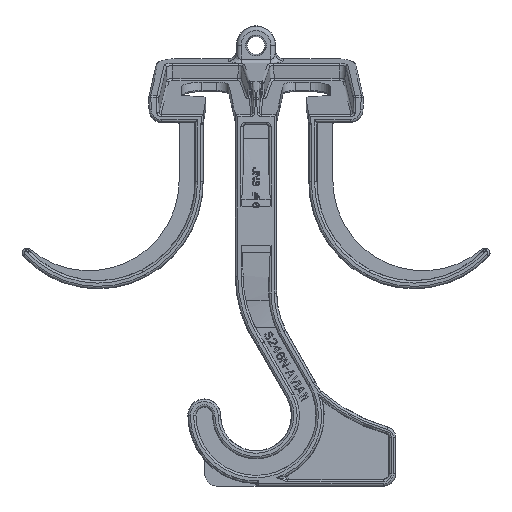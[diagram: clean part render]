
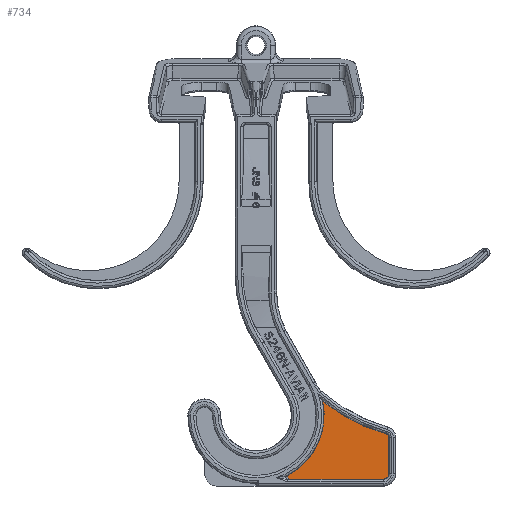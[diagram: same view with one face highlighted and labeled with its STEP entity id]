
A CAD part, front view. The second image highlights one B-rep face of the part: STEP entity #734.
In plain terms, the highlighted planar face has unit normal (0, -1, 0).
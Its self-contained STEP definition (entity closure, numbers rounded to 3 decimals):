
#734=ADVANCED_FACE('',(#2131),#1456,.F.);
#1456=PLANE('',#16140);
#2131=FACE_OUTER_BOUND('',#3023,.T.);
#3023=EDGE_LOOP('',(#5791,#5792,#5793,#5794,#5795,#5796,#5797));
#3933=CIRCLE('',#16136,1.3);
#3934=CIRCLE('',#16137,0.8);
#3935=CIRCLE('',#16138,41.99);
#3936=CIRCLE('',#16139,16.4);
#4334=B_SPLINE_CURVE_WITH_KNOTS('',3,(#26161,#26162,#26163,#26164,#26165,
#26166,#26167,#26168,#26169,#26170,#26171,#26172,#26173,#26174,#26175,#26176,
#26177,#26178,#26179,#26180,#26181,#26182,#26183,#26184,#26185),
 .UNSPECIFIED.,.F.,.F.,(4,3,3,3,3,3,3,3,4),(0.,0.132,0.264,
0.393,0.519,0.642,0.766,
0.892,1.),.UNSPECIFIED.);
#5791=ORIENTED_EDGE('',*,*,#11401,.F.);
#5792=ORIENTED_EDGE('',*,*,#11402,.T.);
#5793=ORIENTED_EDGE('',*,*,#11403,.F.);
#5794=ORIENTED_EDGE('',*,*,#11404,.T.);
#5795=ORIENTED_EDGE('',*,*,#11405,.F.);
#5796=ORIENTED_EDGE('',*,*,#11406,.T.);
#5797=ORIENTED_EDGE('',*,*,#11407,.T.);
#9724=VERTEX_POINT('',#26149);
#9725=VERTEX_POINT('',#26150);
#9726=VERTEX_POINT('',#26152);
#9727=VERTEX_POINT('',#26154);
#9728=VERTEX_POINT('',#26156);
#9729=VERTEX_POINT('',#26158);
#9730=VERTEX_POINT('',#26160);
#11401=EDGE_CURVE('',#9724,#9725,#13299,.T.);
#11402=EDGE_CURVE('',#9724,#9726,#3933,.T.);
#11403=EDGE_CURVE('',#9727,#9726,#13300,.T.);
#11404=EDGE_CURVE('',#9727,#9728,#3934,.T.);
#11405=EDGE_CURVE('',#9729,#9728,#3935,.T.);
#11406=EDGE_CURVE('',#9729,#9730,#3936,.T.);
#11407=EDGE_CURVE('',#9730,#9725,#4334,.T.);
#13299=LINE('',#26148,#14676);
#13300=LINE('',#26153,#14677);
#14676=VECTOR('',#18165,1.);
#14677=VECTOR('',#18168,1.);
#16136=AXIS2_PLACEMENT_3D('',#26151,#18166,#18167);
#16137=AXIS2_PLACEMENT_3D('',#26155,#18169,#18170);
#16138=AXIS2_PLACEMENT_3D('',#26157,#18171,#18172);
#16139=AXIS2_PLACEMENT_3D('',#26159,#18173,#18174);
#16140=AXIS2_PLACEMENT_3D('',#26186,#18175,#18176);
#18165=DIRECTION('',(-1.,0.,0.));
#18166=DIRECTION('',(0.,-1.,0.));
#18167=DIRECTION('',(0.,0.,-1.));
#18168=DIRECTION('',(0.,0.,-1.));
#18169=DIRECTION('',(0.,-1.,0.));
#18170=DIRECTION('',(1.,0.,0.));
#18171=DIRECTION('',(0.,-1.,0.));
#18172=DIRECTION('',(-0.631,0.,-0.776));
#18173=DIRECTION('',(0.,1.,0.));
#18174=DIRECTION('',(0.978,0.,0.209));
#18175=DIRECTION('',(0.,1.,0.));
#18176=DIRECTION('',(0.,0.,1.));
#26148=CARTESIAN_POINT('',(30.64,-1.7,-86.257));
#26149=CARTESIAN_POINT('',(30.64,-1.7,-86.257));
#26150=CARTESIAN_POINT('',(8.109,-1.7,-86.257));
#26151=CARTESIAN_POINT('',(30.64,-1.7,-84.957));
#26152=CARTESIAN_POINT('',(31.94,-1.7,-84.957));
#26153=CARTESIAN_POINT('',(31.94,-1.7,-76.177));
#26154=CARTESIAN_POINT('',(31.94,-1.7,-76.177));
#26155=CARTESIAN_POINT('',(31.14,-1.7,-76.177));
#26156=CARTESIAN_POINT('',(31.353,-1.7,-75.405));
#26157=CARTESIAN_POINT('',(42.53,-1.7,-34.93));
#26158=CARTESIAN_POINT('',(16.039,-1.7,-67.509));
#26159=CARTESIAN_POINT('',(0.,-1.7,-70.932));
#26160=CARTESIAN_POINT('',(7.87,-1.7,-85.32));
#26161=CARTESIAN_POINT('',(7.87,-1.7,-85.32));
#26162=CARTESIAN_POINT('',(7.819,-1.7,-85.348));
#26163=CARTESIAN_POINT('',(7.772,-1.7,-85.385));
#26164=CARTESIAN_POINT('',(7.733,-1.7,-85.428));
#26165=CARTESIAN_POINT('',(7.694,-1.7,-85.471));
#26166=CARTESIAN_POINT('',(7.662,-1.7,-85.522));
#26167=CARTESIAN_POINT('',(7.64,-1.7,-85.576));
#26168=CARTESIAN_POINT('',(7.618,-1.7,-85.629));
#26169=CARTESIAN_POINT('',(7.605,-1.7,-85.686));
#26170=CARTESIAN_POINT('',(7.603,-1.7,-85.743));
#26171=CARTESIAN_POINT('',(7.601,-1.7,-85.798));
#26172=CARTESIAN_POINT('',(7.608,-1.7,-85.854));
#26173=CARTESIAN_POINT('',(7.624,-1.7,-85.907));
#26174=CARTESIAN_POINT('',(7.64,-1.7,-85.959));
#26175=CARTESIAN_POINT('',(7.666,-1.7,-86.009));
#26176=CARTESIAN_POINT('',(7.698,-1.7,-86.053));
#26177=CARTESIAN_POINT('',(7.73,-1.7,-86.097));
#26178=CARTESIAN_POINT('',(7.771,-1.7,-86.136));
#26179=CARTESIAN_POINT('',(7.816,-1.7,-86.167));
#26180=CARTESIAN_POINT('',(7.862,-1.7,-86.198));
#26181=CARTESIAN_POINT('',(7.913,-1.7,-86.223));
#26182=CARTESIAN_POINT('',(7.967,-1.7,-86.238));
#26183=CARTESIAN_POINT('',(8.013,-1.7,-86.251));
#26184=CARTESIAN_POINT('',(8.061,-1.7,-86.257));
#26185=CARTESIAN_POINT('',(8.109,-1.7,-86.257));
#26186=CARTESIAN_POINT('',(0.,-1.7,-30.359));
